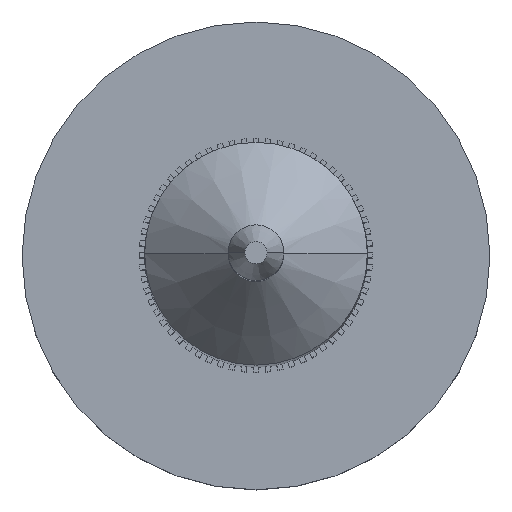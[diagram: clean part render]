
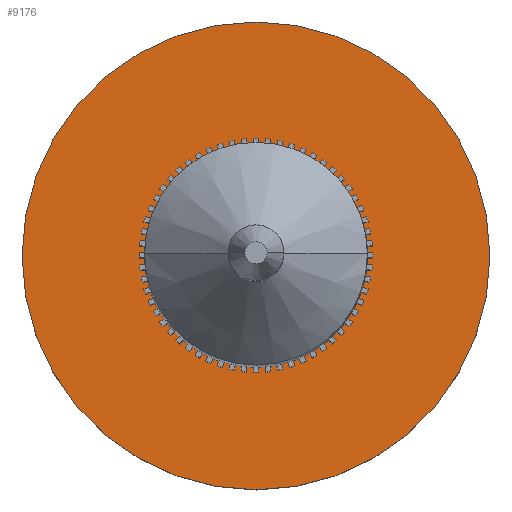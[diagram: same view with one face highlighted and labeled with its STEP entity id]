
A CAD part, top view. The second image highlights one B-rep face of the part: STEP entity #9176.
In plain terms, the highlighted planar face has unit normal (0, 0, 1).
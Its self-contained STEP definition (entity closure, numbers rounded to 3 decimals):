
#28 = CARTESIAN_POINT ( 'NONE',  ( 0., 0., 0.8 ) ) ;
#29 = DIRECTION ( 'NONE',  ( 0., 0., -1. ) ) ;
#30 = DIRECTION ( 'NONE',  ( -1., 0., 0. ) ) ;
#31 = CARTESIAN_POINT ( 'NONE',  ( 0., 0., 0.8 ) ) ;
#32 = DIRECTION ( 'NONE',  ( 0., 0., -1. ) ) ;
#33 = DIRECTION ( 'NONE',  ( -1., 0., 0. ) ) ;
#46 = CARTESIAN_POINT ( 'NONE',  ( 0., 0., 0.8 ) ) ;
#47 = DIRECTION ( 'NONE',  ( 0., 0., -1. ) ) ;
#48 = DIRECTION ( 'NONE',  ( -1., 0., 0. ) ) ;
#143 = CARTESIAN_POINT ( 'NONE',  ( 0., 0., 0.8 ) ) ;
#144 = DIRECTION ( 'NONE',  ( 0., 0., -1. ) ) ;
#145 = DIRECTION ( 'NONE',  ( -1., 0., 0. ) ) ;
#2261 = EDGE_CURVE ( 'NONE', #12343, #12340, #6277, .T. ) ;
#2262 = EDGE_CURVE ( 'NONE', #12349, #12352, #6276, .T. ) ;
#2267 = EDGE_CURVE ( 'NONE', #12352, #12349, #6280, .T. ) ;
#2287 = EDGE_CURVE ( 'NONE', #12340, #12343, #6304, .T. ) ;
#2670 = AXIS2_PLACEMENT_3D ( 'NONE', #28, #29, #30 ) ;
#2671 = AXIS2_PLACEMENT_3D ( 'NONE', #31, #32, #33 ) ;
#2674 = AXIS2_PLACEMENT_3D ( 'NONE', #46, #47, #48 ) ;
#2682 = AXIS2_PLACEMENT_3D ( 'NONE', #143, #144, #145 ) ;
#3400 = ORIENTED_EDGE ( 'NONE', *, *, #2262, .F. ) ;
#3401 = ORIENTED_EDGE ( 'NONE', *, *, #2267, .F. ) ;
#3402 = ORIENTED_EDGE ( 'NONE', *, *, #2261, .T. ) ;
#3403 = ORIENTED_EDGE ( 'NONE', *, *, #2287, .T. ) ;
#4698 = CARTESIAN_POINT ( 'NONE',  ( -1., 0., 0.8 ) ) ;
#4701 = CARTESIAN_POINT ( 'NONE',  ( 1., 0., 0.8 ) ) ;
#4707 = CARTESIAN_POINT ( 'NONE',  ( 2.1, 0., 0.8 ) ) ;
#4710 = CARTESIAN_POINT ( 'NONE',  ( -2.1, 0., 0.8 ) ) ;
#6276 = CIRCLE ( 'NONE', #2671, 2.1 ) ;
#6277 = CIRCLE ( 'NONE', #2670, 1. ) ;
#6280 = CIRCLE ( 'NONE', #2674, 2.1 ) ;
#6304 = CIRCLE ( 'NONE', #2682, 1. ) ;
#7509 = CARTESIAN_POINT ( 'NONE',  ( 0., 2.1, 0.8 ) ) ;
#7512 = PLANE ( 'NONE',  #14459 ) ;
#7514 = DIRECTION ( 'NONE',  ( 0., 0., 1. ) ) ;
#7515 = DIRECTION ( 'NONE',  ( 1., 0., 0. ) ) ;
#9176 = ADVANCED_FACE ( 'NONE', ( #13856, #13860 ), #7512, .T. ) ;
#11427 = EDGE_LOOP ( 'NONE', ( #3403, #3402 ) ) ;
#11434 = EDGE_LOOP ( 'NONE', ( #3401, #3400 ) ) ;
#12340 = VERTEX_POINT ( 'NONE', #4698 ) ;
#12343 = VERTEX_POINT ( 'NONE', #4701 ) ;
#12349 = VERTEX_POINT ( 'NONE', #4707 ) ;
#12352 = VERTEX_POINT ( 'NONE', #4710 ) ;
#13856 = FACE_BOUND ( 'NONE', #11427, .T. ) ;
#13860 = FACE_OUTER_BOUND ( 'NONE', #11434, .T. ) ;
#14459 = AXIS2_PLACEMENT_3D ( 'NONE', #7509, #7514, #7515 ) ;
